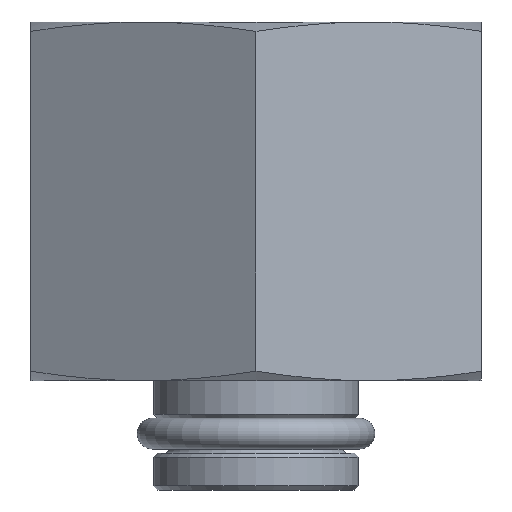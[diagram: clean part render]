
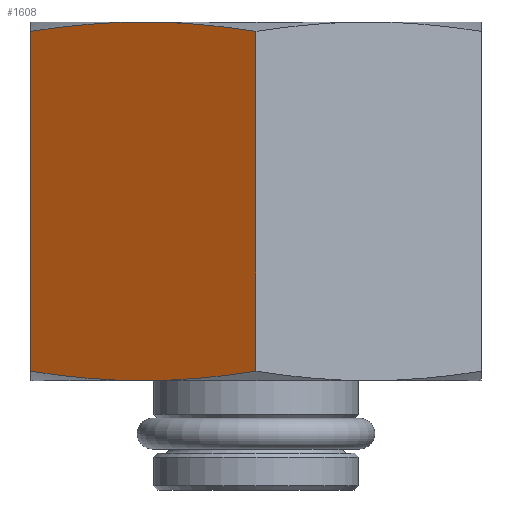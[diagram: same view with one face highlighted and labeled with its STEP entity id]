
A CAD part, left-side view. The second image highlights one B-rep face of the part: STEP entity #1608.
In plain terms, the highlighted face is planar.
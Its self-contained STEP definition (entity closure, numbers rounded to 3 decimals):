
#935=CARTESIAN_POINT('',(-11.0,0.0,17.5));
#936=VERTEX_POINT('',#935);
#1022=CARTESIAN_POINT('',(-11.0,-6.351,17.044));
#1023=VERTEX_POINT('',#1022);
#1024=CARTESIAN_POINT('',(-11.0,-6.351,17.044));
#1025=CARTESIAN_POINT('',(-11.0,-2.947,17.5));
#1026=CARTESIAN_POINT('',(-11.0,0.0,17.5));
#1034=(BOUNDED_CURVE()B_SPLINE_CURVE(2,(#1024,#1025,#1026),.UNSPECIFIED.,.F.,.U.)B_SPLINE_CURVE_WITH_KNOTS((3,3),(1.131,1.931),.UNSPECIFIED.)CURVE()GEOMETRIC_REPRESENTATION_ITEM()RATIONAL_B_SPLINE_CURVE((1.109,1.093,1.0))REPRESENTATION_ITEM(''));
#1035=EDGE_CURVE('',#1023,#936,#1034,.T.);
#1059=CARTESIAN_POINT('',(-11.0,6.351,17.044));
#1060=VERTEX_POINT('',#1059);
#1074=CARTESIAN_POINT('',(-11.0,0.0,17.5));
#1075=CARTESIAN_POINT('',(-11.0,2.947,17.5));
#1076=CARTESIAN_POINT('',(-11.0,6.351,17.044));
#1084=(BOUNDED_CURVE()B_SPLINE_CURVE(2,(#1074,#1075,#1076),.UNSPECIFIED.,.F.,.U.)B_SPLINE_CURVE_WITH_KNOTS((3,3),(1.931,2.731),.UNSPECIFIED.)CURVE()GEOMETRIC_REPRESENTATION_ITEM()RATIONAL_B_SPLINE_CURVE((1.0,1.093,1.109))REPRESENTATION_ITEM(''));
#1085=EDGE_CURVE('',#936,#1060,#1084,.T.);
#1336=CARTESIAN_POINT('',(-11.0,6.351,0.456));
#1337=VERTEX_POINT('',#1336);
#1338=CARTESIAN_POINT('',(-11.0,0.0,0.0));
#1339=VERTEX_POINT('',#1338);
#1340=CARTESIAN_POINT('',(-11.0,6.351,0.456));
#1341=CARTESIAN_POINT('',(-11.0,2.947,0.));
#1342=CARTESIAN_POINT('',(-11.0,0.0,0.0));
#1350=(BOUNDED_CURVE()B_SPLINE_CURVE(2,(#1340,#1341,#1342),.UNSPECIFIED.,.F.,.U.)B_SPLINE_CURVE_WITH_KNOTS((3,3),(1.131,1.931),.UNSPECIFIED.)CURVE()GEOMETRIC_REPRESENTATION_ITEM()RATIONAL_B_SPLINE_CURVE((1.109,1.093,1.0))REPRESENTATION_ITEM(''));
#1351=EDGE_CURVE('',#1337,#1339,#1350,.T.);
#1381=CARTESIAN_POINT('',(-11.0,-6.351,0.456));
#1382=VERTEX_POINT('',#1381);
#1383=CARTESIAN_POINT('',(-11.0,0.0,0.0));
#1384=CARTESIAN_POINT('',(-11.0,-2.947,0.));
#1385=CARTESIAN_POINT('',(-11.0,-6.351,0.456));
#1393=(BOUNDED_CURVE()B_SPLINE_CURVE(2,(#1383,#1384,#1385),.UNSPECIFIED.,.F.,.U.)B_SPLINE_CURVE_WITH_KNOTS((3,3),(1.931,2.731),.UNSPECIFIED.)CURVE()GEOMETRIC_REPRESENTATION_ITEM()RATIONAL_B_SPLINE_CURVE((1.0,1.093,1.109))REPRESENTATION_ITEM(''));
#1394=EDGE_CURVE('',#1339,#1382,#1393,.T.);
#1577=CARTESIAN_POINT('',(-11.0,-6.351,0.456));
#1578=DIRECTION('',(0.0,0.0,1.0));
#1579=VECTOR('',#1578,16.588);
#1580=LINE('',#1577,#1579);
#1581=EDGE_CURVE('',#1382,#1023,#1580,.T.);
#1590=CARTESIAN_POINT('',(-11.0,-6.351,0.0));
#1591=DIRECTION('',(-1.0,0.0,0.0));
#1592=DIRECTION('',(0.0,0.0,1.0));
#1593=AXIS2_PLACEMENT_3D('',#1590,#1591,#1592);
#1594=PLANE('',#1593);
#1595=ORIENTED_EDGE('',*,*,#1085,.T.);
#1596=CARTESIAN_POINT('',(-11.0,6.351,0.456));
#1597=DIRECTION('',(0.0,0.0,1.0));
#1598=VECTOR('',#1597,16.588);
#1599=LINE('',#1596,#1598);
#1600=EDGE_CURVE('',#1337,#1060,#1599,.T.);
#1601=ORIENTED_EDGE('',*,*,#1600,.F.);
#1602=ORIENTED_EDGE('',*,*,#1351,.T.);
#1603=ORIENTED_EDGE('',*,*,#1394,.T.);
#1604=ORIENTED_EDGE('',*,*,#1581,.T.);
#1605=ORIENTED_EDGE('',*,*,#1035,.T.);
#1606=EDGE_LOOP('',(#1595,#1601,#1602,#1603,#1604,#1605));
#1607=FACE_OUTER_BOUND('',#1606,.T.);
#1608=ADVANCED_FACE('',(#1607),#1594,.T.);
